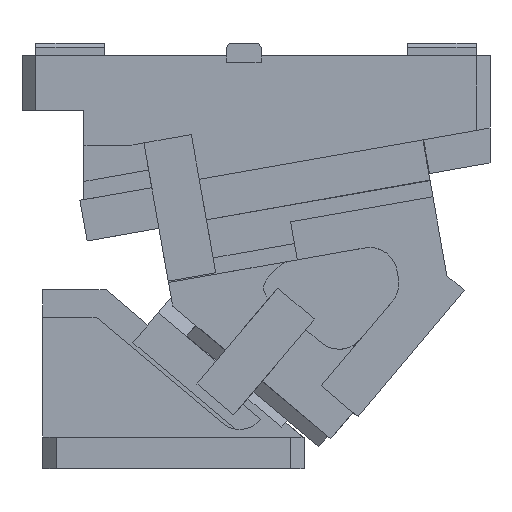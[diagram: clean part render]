
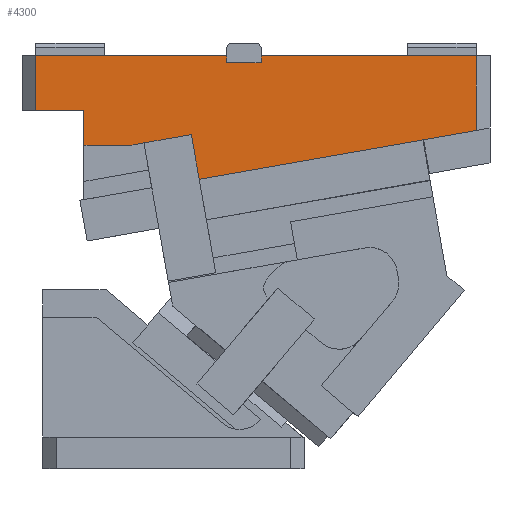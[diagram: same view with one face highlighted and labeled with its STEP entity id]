
A CAD part, front view. The second image highlights one B-rep face of the part: STEP entity #4300.
In plain terms, the highlighted planar face has unit normal (0, -1, 0).
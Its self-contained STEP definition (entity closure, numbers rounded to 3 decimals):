
#3671=CARTESIAN_POINT('Vertex',(158.679,-82.5,300.)) ;
#3674=CARTESIAN_POINT('Line Origine',(236.839,-82.5,300.)) ;
#3678=CARTESIAN_POINT('Vertex',(315.,-82.5,300.)) ;
#4182=CARTESIAN_POINT('Vertex',(158.679,-82.5,295.)) ;
#4185=CARTESIAN_POINT('Line Origine',(158.679,-82.5,297.5)) ;
#4197=CARTESIAN_POINT('Axis2P3D Location',(109.212,-82.5,217.968)) ;
#4202=CARTESIAN_POINT('Line Origine',(214.37,-82.5,227.984)) ;
#4206=CARTESIAN_POINT('Vertex',(113.74,-82.5,210.24)) ;
#4208=CARTESIAN_POINT('Vertex',(315.,-82.5,245.728)) ;
#4211=CARTESIAN_POINT('Line Origine',(315.,-82.5,272.864)) ;
#4216=CARTESIAN_POINT('Line Origine',(146.179,-82.5,295.)) ;
#4220=CARTESIAN_POINT('Vertex',(133.679,-82.5,295.)) ;
#4223=CARTESIAN_POINT('Line Origine',(133.679,-82.5,297.5)) ;
#4227=CARTESIAN_POINT('Vertex',(133.679,-82.5,300.)) ;
#4230=CARTESIAN_POINT('Line Origine',(64.339,-82.5,300.)) ;
#4234=CARTESIAN_POINT('Vertex',(-5.,-82.5,300.)) ;
#4237=CARTESIAN_POINT('Line Origine',(-5.,-82.5,280.)) ;
#4241=CARTESIAN_POINT('Vertex',(-5.,-82.5,260.)) ;
#4244=CARTESIAN_POINT('Line Origine',(12.5,-82.5,260.)) ;
#4248=CARTESIAN_POINT('Vertex',(30.,-82.5,260.)) ;
#4251=CARTESIAN_POINT('Line Origine',(30.,-82.5,247.5)) ;
#4255=CARTESIAN_POINT('Vertex',(30.,-82.5,235.)) ;
#4258=CARTESIAN_POINT('Line Origine',(47.059,-82.5,235.)) ;
#4262=CARTESIAN_POINT('Vertex',(64.119,-82.5,235.)) ;
#4265=CARTESIAN_POINT('Line Origine',(68.83,-82.5,235.831)) ;
#4269=CARTESIAN_POINT('Vertex',(73.541,-82.5,236.661)) ;
#4272=CARTESIAN_POINT('Line Origine',(90.775,-82.5,239.7)) ;
#4276=CARTESIAN_POINT('Vertex',(108.009,-82.5,242.739)) ;
#4279=CARTESIAN_POINT('Line Origine',(110.875,-82.5,226.49)) ;
#3675=DIRECTION('Vector Direction',(-1.,0.,0.)) ;
#4186=DIRECTION('Vector Direction',(0.,0.,-1.)) ;
#4198=DIRECTION('Axis2P3D Direction',(-0.,-1.,0.)) ;
#4199=DIRECTION('Axis2P3D XDirection',(-0.94,0.,0.342)) ;
#4203=DIRECTION('Vector Direction',(0.985,0.,0.174)) ;
#4212=DIRECTION('Vector Direction',(0.,0.,-1.)) ;
#4217=DIRECTION('Vector Direction',(-1.,0.,0.)) ;
#4224=DIRECTION('Vector Direction',(0.,0.,-1.)) ;
#4231=DIRECTION('Vector Direction',(-1.,0.,0.)) ;
#4238=DIRECTION('Vector Direction',(0.,0.,-1.)) ;
#4245=DIRECTION('Vector Direction',(1.,0.,0.)) ;
#4252=DIRECTION('Vector Direction',(0.,0.,-1.)) ;
#4259=DIRECTION('Vector Direction',(1.,0.,0.)) ;
#4266=DIRECTION('Vector Direction',(0.985,0.,0.174)) ;
#4273=DIRECTION('Vector Direction',(0.985,0.,0.174)) ;
#4280=DIRECTION('Vector Direction',(0.174,0.,-0.985)) ;
#4200=AXIS2_PLACEMENT_3D('Plane Axis2P3D',#4197,#4198,#4199) ;
#4285=ORIENTED_EDGE('',*,*,#4210,.T.) ;
#4286=ORIENTED_EDGE('',*,*,#4215,.F.) ;
#4287=ORIENTED_EDGE('',*,*,#3680,.T.) ;
#4288=ORIENTED_EDGE('',*,*,#4189,.T.) ;
#4289=ORIENTED_EDGE('',*,*,#4222,.T.) ;
#4290=ORIENTED_EDGE('',*,*,#4229,.F.) ;
#4291=ORIENTED_EDGE('',*,*,#4236,.T.) ;
#4292=ORIENTED_EDGE('',*,*,#4243,.T.) ;
#4293=ORIENTED_EDGE('',*,*,#4250,.T.) ;
#4294=ORIENTED_EDGE('',*,*,#4257,.T.) ;
#4295=ORIENTED_EDGE('',*,*,#4264,.T.) ;
#4296=ORIENTED_EDGE('',*,*,#4271,.T.) ;
#4297=ORIENTED_EDGE('',*,*,#4278,.T.) ;
#4298=ORIENTED_EDGE('',*,*,#4283,.T.) ;
#3676=VECTOR('Line Direction',#3675,1.) ;
#4187=VECTOR('Line Direction',#4186,1.) ;
#4204=VECTOR('Line Direction',#4203,1.) ;
#4213=VECTOR('Line Direction',#4212,1.) ;
#4218=VECTOR('Line Direction',#4217,1.) ;
#4225=VECTOR('Line Direction',#4224,1.) ;
#4232=VECTOR('Line Direction',#4231,1.) ;
#4239=VECTOR('Line Direction',#4238,1.) ;
#4246=VECTOR('Line Direction',#4245,1.) ;
#4253=VECTOR('Line Direction',#4252,1.) ;
#4260=VECTOR('Line Direction',#4259,1.) ;
#4267=VECTOR('Line Direction',#4266,1.) ;
#4274=VECTOR('Line Direction',#4273,1.) ;
#4281=VECTOR('Line Direction',#4280,1.) ;
#4300=ADVANCED_FACE('CAM HOLDER',(#4299),#4201,.T.) ;
#3680=EDGE_CURVE('',#3679,#3672,#3677,.T.) ;
#4189=EDGE_CURVE('',#3672,#4183,#4188,.T.) ;
#4210=EDGE_CURVE('',#4207,#4209,#4205,.T.) ;
#4215=EDGE_CURVE('',#3679,#4209,#4214,.T.) ;
#4222=EDGE_CURVE('',#4183,#4221,#4219,.T.) ;
#4229=EDGE_CURVE('',#4228,#4221,#4226,.T.) ;
#4236=EDGE_CURVE('',#4228,#4235,#4233,.T.) ;
#4243=EDGE_CURVE('',#4235,#4242,#4240,.T.) ;
#4250=EDGE_CURVE('',#4242,#4249,#4247,.T.) ;
#4257=EDGE_CURVE('',#4249,#4256,#4254,.T.) ;
#4264=EDGE_CURVE('',#4256,#4263,#4261,.T.) ;
#4271=EDGE_CURVE('',#4263,#4270,#4268,.T.) ;
#4278=EDGE_CURVE('',#4270,#4277,#4275,.T.) ;
#4283=EDGE_CURVE('',#4277,#4207,#4282,.T.) ;
#4284=EDGE_LOOP('',(#4285,#4286,#4287,#4288,#4289,#4290,#4291,#4292,#4293,#4294,#4295,#4296,#4297,#4298)) ;
#4299=FACE_OUTER_BOUND('',#4284,.T.) ;
#3677=LINE('Line',#3674,#3676) ;
#4188=LINE('Line',#4185,#4187) ;
#4205=LINE('Line',#4202,#4204) ;
#4214=LINE('Line',#4211,#4213) ;
#4219=LINE('Line',#4216,#4218) ;
#4226=LINE('Line',#4223,#4225) ;
#4233=LINE('Line',#4230,#4232) ;
#4240=LINE('Line',#4237,#4239) ;
#4247=LINE('Line',#4244,#4246) ;
#4254=LINE('Line',#4251,#4253) ;
#4261=LINE('Line',#4258,#4260) ;
#4268=LINE('Line',#4265,#4267) ;
#4275=LINE('Line',#4272,#4274) ;
#4282=LINE('Line',#4279,#4281) ;
#4201=PLANE('Plane',#4200) ;
#3672=VERTEX_POINT('',#3671) ;
#3679=VERTEX_POINT('',#3678) ;
#4183=VERTEX_POINT('',#4182) ;
#4207=VERTEX_POINT('',#4206) ;
#4209=VERTEX_POINT('',#4208) ;
#4221=VERTEX_POINT('',#4220) ;
#4228=VERTEX_POINT('',#4227) ;
#4235=VERTEX_POINT('',#4234) ;
#4242=VERTEX_POINT('',#4241) ;
#4249=VERTEX_POINT('',#4248) ;
#4256=VERTEX_POINT('',#4255) ;
#4263=VERTEX_POINT('',#4262) ;
#4270=VERTEX_POINT('',#4269) ;
#4277=VERTEX_POINT('',#4276) ;
